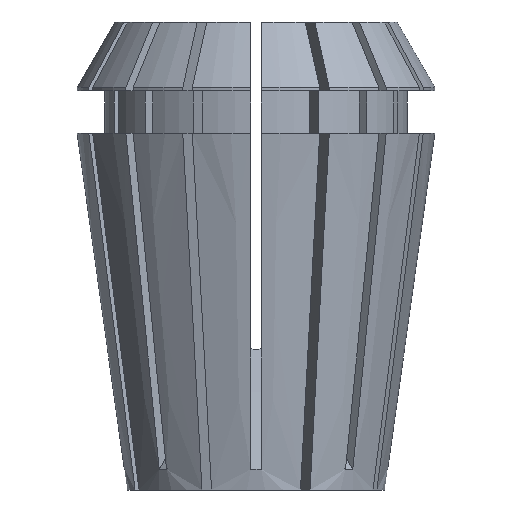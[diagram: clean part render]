
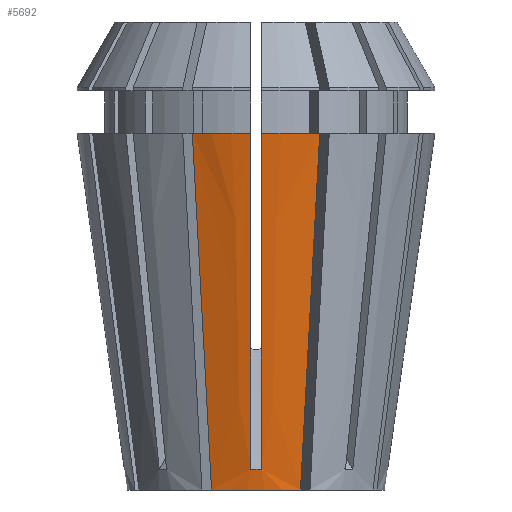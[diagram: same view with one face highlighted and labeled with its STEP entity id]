
A CAD part, left-side view. The second image highlights one B-rep face of the part: STEP entity #5692.
In plain terms, the highlighted conical face has half-angle 8 degrees and reference radius 9.36 mm.
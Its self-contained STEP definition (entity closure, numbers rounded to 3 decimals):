
#3 = B_SPLINE_CURVE_WITH_KNOTS ( 'NONE', 3,
 ( #5166, #5622, #5661, #268, #6158, #1194, #2188, #721, #4693, #5601 ),
 .UNSPECIFIED., .F., .F.,
 ( 4, 3, 3, 4 ),
 ( 0.051, 0.057, 0.074, 0.076 ),
 .UNSPECIFIED. ) ;
#23 = CARTESIAN_POINT ( 'NONE',  ( -12.149, 4.626, 25.9 ) ) ;
#143 = CARTESIAN_POINT ( 'NONE',  ( -11.415, -0.375, 14.663 ) ) ;
#170 = CARTESIAN_POINT ( 'NONE',  ( -8.927, 3.292, 1.099 ) ) ;
#173 = CARTESIAN_POINT ( 'NONE',  ( -12.149, -4.626, 25.9 ) ) ;
#188 = CARTESIAN_POINT ( 'NONE',  ( -9.573, -0.125, 1.498 ) ) ;
#212 = EDGE_CURVE ( 'NONE', #3370, #3969, #6142, .T. ) ;
#263 = EDGE_CURVE ( 'NONE', #2584, #3969, #6215, .T. ) ;
#268 = CARTESIAN_POINT ( 'NONE',  ( -12.215, 0.375, 20.354 ) ) ;
#365 = CIRCLE ( 'NONE', #3621, 13. ) ;
#503 = B_SPLINE_CURVE_WITH_KNOTS ( 'NONE', 3,
 ( #4569, #3568, #1107, #684, #5072, #2101, #2580 ),
 .UNSPECIFIED., .F., .F.,
 ( 4, 3, 4 ),
 ( 0., 0.023, 0.026 ),
 .UNSPECIFIED. ) ;
#547 = VERTEX_POINT ( 'NONE', #173 ) ;
#608 = CARTESIAN_POINT ( 'NONE',  ( -12.995, -0.375, 25.9 ) ) ;
#630 = CARTESIAN_POINT ( 'NONE',  ( -9.07, 3.351, 2.199 ) ) ;
#684 = CARTESIAN_POINT ( 'NONE',  ( -9.213, -3.41, 3.298 ) ) ;
#721 = CARTESIAN_POINT ( 'NONE',  ( -9.731, 0.375, 2.689 ) ) ;
#738 = CARTESIAN_POINT ( 'NONE',  ( -9.565, 0.375, 1.507 ) ) ;
#783 = DIRECTION ( 'NONE',  ( 0., 0., 1. ) ) ;
#1058 = EDGE_CURVE ( 'NONE', #547, #3370, #1653, .T. ) ;
#1107 = CARTESIAN_POINT ( 'NONE',  ( -10.192, -3.816, 10.832 ) ) ;
#1127 = CARTESIAN_POINT ( 'NONE',  ( -11.171, 4.221, 18.366 ) ) ;
#1152 = ORIENTED_EDGE ( 'NONE', *, *, #212, .T. ) ;
#1169 = CARTESIAN_POINT ( 'NONE',  ( -12.149, 4.626, 25.9 ) ) ;
#1194 = CARTESIAN_POINT ( 'NONE',  ( -10.615, 0.375, 8.971 ) ) ;
#1241 = AXIS2_PLACEMENT_3D ( 'NONE', #1575, #1486, #5407 ) ;
#1433 = ORIENTED_EDGE ( 'NONE', *, *, #4776, .T. ) ;
#1444 = DIRECTION ( 'NONE',  ( 0., 0., -1. ) ) ;
#1472 = CIRCLE ( 'NONE', #5788, 9.36 ) ;
#1486 = DIRECTION ( 'NONE',  ( 0., 0., -1. ) ) ;
#1549 = CARTESIAN_POINT ( 'NONE',  ( -9.648, -0.375, 2.098 ) ) ;
#1560 = FACE_OUTER_BOUND ( 'NONE', #4443, .T. ) ;
#1575 = CARTESIAN_POINT ( 'NONE',  ( 0., 0., 25.9 ) ) ;
#1587 = VERTEX_POINT ( 'NONE', #23 ) ;
#1596 = CARTESIAN_POINT ( 'NONE',  ( -12.735, -0.375, 24.051 ) ) ;
#1639 = CARTESIAN_POINT ( 'NONE',  ( -9.213, 3.41, 3.298 ) ) ;
#1653 = CIRCLE ( 'NONE', #1241, 13. ) ;
#1762 = CARTESIAN_POINT ( 'NONE',  ( 0., 0., 25.9 ) ) ;
#1926 = CARTESIAN_POINT ( 'NONE',  ( -9.565, -0.375, 1.507 ) ) ;
#2006 = CARTESIAN_POINT ( 'NONE',  ( -9.565, 0.375, 1.507 ) ) ;
#2101 = CARTESIAN_POINT ( 'NONE',  ( -8.927, -3.292, 1.099 ) ) ;
#2140 = ORIENTED_EDGE ( 'NONE', *, *, #263, .F. ) ;
#2141 = CARTESIAN_POINT ( 'NONE',  ( -12.475, -0.375, 22.203 ) ) ;
#2188 = CARTESIAN_POINT ( 'NONE',  ( -9.814, 0.375, 3.28 ) ) ;
#2206 = DIRECTION ( 'NONE',  ( -1., 0., 0. ) ) ;
#2500 = EDGE_CURVE ( 'NONE', #2920, #6219, #1472, .T. ) ;
#2528 = B_SPLINE_CURVE_WITH_KNOTS ( 'NONE', 3,
 ( #1169, #1127, #3250, #1639, #630, #170, #4564 ),
 .UNSPECIFIED., .F., .F.,
 ( 4, 3, 4 ),
 ( 0., 0.023, 0.026 ),
 .UNSPECIFIED. ) ;
#2552 = CONICAL_SURFACE ( 'NONE', #2817, 9.36, 0.14 ) ;
#2580 = CARTESIAN_POINT ( 'NONE',  ( -8.784, -3.233, 0. ) ) ;
#2584 = VERTEX_POINT ( 'NONE', #2006 ) ;
#2623 = CARTESIAN_POINT ( 'NONE',  ( -9.814, -0.375, 3.28 ) ) ;
#2684 = CARTESIAN_POINT ( 'NONE',  ( -8.784, 3.233, 0. ) ) ;
#2719 = DIRECTION ( 'NONE',  ( -1., 0., 0. ) ) ;
#2817 = AXIS2_PLACEMENT_3D ( 'NONE', #5591, #783, #5134 ) ;
#2879 = CARTESIAN_POINT ( 'NONE',  ( -12.995, -0.375, 25.9 ) ) ;
#2920 = VERTEX_POINT ( 'NONE', #5463 ) ;
#2965 = ORIENTED_EDGE ( 'NONE', *, *, #3724, .F. ) ;
#3045 = CARTESIAN_POINT ( 'NONE',  ( -12.215, -0.375, 20.354 ) ) ;
#3108 = CARTESIAN_POINT ( 'NONE',  ( -9.565, -0.375, 1.507 ) ) ;
#3176 = CARTESIAN_POINT ( 'NONE',  ( -9.573, 0.125, 1.498 ) ) ;
#3250 = CARTESIAN_POINT ( 'NONE',  ( -10.192, 3.816, 10.832 ) ) ;
#3370 = VERTEX_POINT ( 'NONE', #2879 ) ;
#3568 = CARTESIAN_POINT ( 'NONE',  ( -11.171, -4.221, 18.366 ) ) ;
#3621 = AXIS2_PLACEMENT_3D ( 'NONE', #1762, #3708, #2206 ) ;
#3623 = CARTESIAN_POINT ( 'NONE',  ( -9.565, -0.375, 1.507 ) ) ;
#3708 = DIRECTION ( 'NONE',  ( 0., 0., -1. ) ) ;
#3724 = EDGE_CURVE ( 'NONE', #4533, #2584, #3, .T. ) ;
#3747 = EDGE_CURVE ( 'NONE', #4533, #1587, #365, .T. ) ;
#3969 = VERTEX_POINT ( 'NONE', #1926 ) ;
#3972 = ORIENTED_EDGE ( 'NONE', *, *, #3747, .T. ) ;
#3977 = ORIENTED_EDGE ( 'NONE', *, *, #6107, .F. ) ;
#4443 = EDGE_LOOP ( 'NONE', ( #3972, #1433, #6195, #3977, #4633, #1152, #2140, #2965 ) ) ;
#4495 = CARTESIAN_POINT ( 'NONE',  ( -9.731, -0.375, 2.689 ) ) ;
#4533 = VERTEX_POINT ( 'NONE', #5216 ) ;
#4564 = CARTESIAN_POINT ( 'NONE',  ( -8.784, 3.233, 0. ) ) ;
#4569 = CARTESIAN_POINT ( 'NONE',  ( -12.149, -4.626, 25.9 ) ) ;
#4633 = ORIENTED_EDGE ( 'NONE', *, *, #1058, .T. ) ;
#4693 = CARTESIAN_POINT ( 'NONE',  ( -9.648, 0.375, 2.098 ) ) ;
#4776 = EDGE_CURVE ( 'NONE', #1587, #6219, #2528, .T. ) ;
#5072 = CARTESIAN_POINT ( 'NONE',  ( -9.07, -3.351, 2.199 ) ) ;
#5134 = DIRECTION ( 'NONE',  ( 1., 0., 0. ) ) ;
#5166 = CARTESIAN_POINT ( 'NONE',  ( -12.995, 0.375, 25.9 ) ) ;
#5190 = CARTESIAN_POINT ( 'NONE',  ( 0., 0., 0. ) ) ;
#5216 = CARTESIAN_POINT ( 'NONE',  ( -12.995, 0.375, 25.9 ) ) ;
#5407 = DIRECTION ( 'NONE',  ( -1., 0., 0. ) ) ;
#5463 = CARTESIAN_POINT ( 'NONE',  ( -8.784, -3.233, 0. ) ) ;
#5471 = CARTESIAN_POINT ( 'NONE',  ( -10.615, -0.375, 8.971 ) ) ;
#5591 = CARTESIAN_POINT ( 'NONE',  ( 0., 0., 0. ) ) ;
#5601 = CARTESIAN_POINT ( 'NONE',  ( -9.565, 0.375, 1.507 ) ) ;
#5622 = CARTESIAN_POINT ( 'NONE',  ( -12.735, 0.375, 24.051 ) ) ;
#5661 = CARTESIAN_POINT ( 'NONE',  ( -12.475, 0.375, 22.203 ) ) ;
#5692 = ADVANCED_FACE ( 'NONE', ( #1560 ), #2552, .T. ) ;
#5788 = AXIS2_PLACEMENT_3D ( 'NONE', #5190, #1444, #2719 ) ;
#6107 = EDGE_CURVE ( 'NONE', #547, #2920, #503, .T. ) ;
#6142 = B_SPLINE_CURVE_WITH_KNOTS ( 'NONE', 3,
 ( #608, #1596, #2141, #3045, #143, #5471, #2623, #4495, #1549, #3108 ),
 .UNSPECIFIED., .F., .F.,
 ( 4, 3, 3, 4 ),
 ( 0.051, 0.057, 0.074, 0.076 ),
 .UNSPECIFIED. ) ;
#6158 = CARTESIAN_POINT ( 'NONE',  ( -11.415, 0.375, 14.663 ) ) ;
#6195 = ORIENTED_EDGE ( 'NONE', *, *, #2500, .F. ) ;
#6215 = B_SPLINE_CURVE_WITH_KNOTS ( 'NONE', 3,
 ( #738, #3176, #188, #3623 ),
 .UNSPECIFIED., .F., .F.,
 ( 4, 4 ),
 ( 0., 0.001 ),
 .UNSPECIFIED. ) ;
#6219 = VERTEX_POINT ( 'NONE', #2684 ) ;
